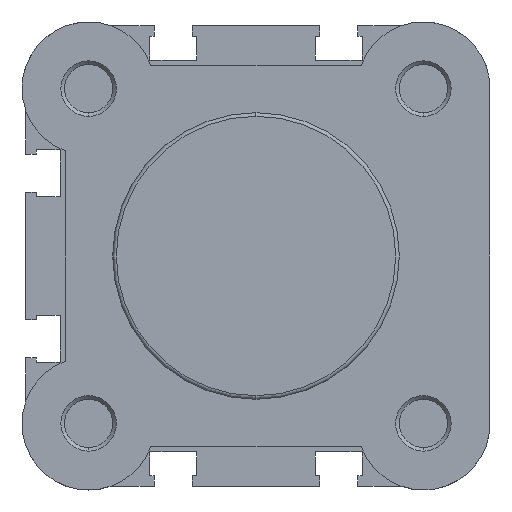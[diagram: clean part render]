
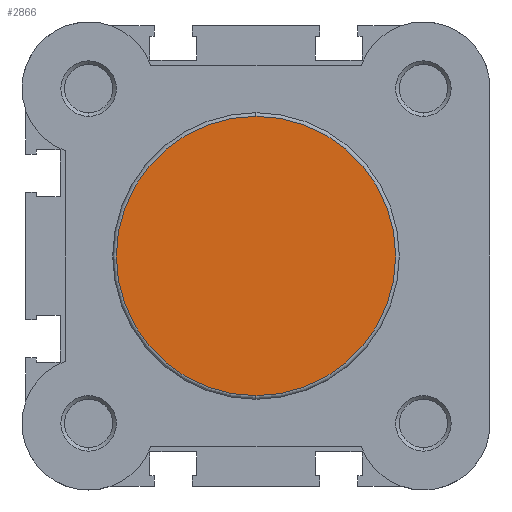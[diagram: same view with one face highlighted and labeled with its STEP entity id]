
A CAD part, left-side view. The second image highlights one B-rep face of the part: STEP entity #2866.
In plain terms, the highlighted planar face has unit normal (-1, 0, 0).
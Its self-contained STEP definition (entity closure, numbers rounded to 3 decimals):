
#387 = EDGE_CURVE ( 'NONE', #2615, #2614, #3698, .T. ) ;
#447 = EDGE_CURVE ( 'NONE', #2614, #2615, #3801, .T. ) ;
#793 = AXIS2_PLACEMENT_3D ( 'NONE', #4424, #4425, #4426 ) ;
#828 = AXIS2_PLACEMENT_3D ( 'NONE', #4572, #4579, #4580 ) ;
#982 = AXIS2_PLACEMENT_3D ( 'NONE', #1605, #1607, #1608 ) ;
#1255 = CARTESIAN_POINT ( 'NONE',  ( 0., 0., -19.4 ) ) ;
#1256 = CARTESIAN_POINT ( 'NONE',  ( 0., 0., 19.4 ) ) ;
#1605 = CARTESIAN_POINT ( 'NONE',  ( 0., 19.9, 0. ) ) ;
#1606 = PLANE ( 'NONE',  #982 ) ;
#1607 = DIRECTION ( 'NONE',  ( 1., 0., 0. ) ) ;
#1608 = DIRECTION ( 'NONE',  ( 0., 0., -1. ) ) ;
#2614 = VERTEX_POINT ( 'NONE', #1255 ) ;
#2615 = VERTEX_POINT ( 'NONE', #1256 ) ;
#2866 = ADVANCED_FACE ( 'NONE', ( #5480 ), #1606, .F. ) ;
#3698 = CIRCLE ( 'NONE', #793, 19.4 ) ;
#3801 = CIRCLE ( 'NONE', #828, 19.4 ) ;
#4424 = CARTESIAN_POINT ( 'NONE',  ( 0., 0., 0. ) ) ;
#4425 = DIRECTION ( 'NONE',  ( -1., 0., 0. ) ) ;
#4426 = DIRECTION ( 'NONE',  ( 0., 0., -1. ) ) ;
#4572 = CARTESIAN_POINT ( 'NONE',  ( 0., 0., 0. ) ) ;
#4579 = DIRECTION ( 'NONE',  ( -1., 0., 0. ) ) ;
#4580 = DIRECTION ( 'NONE',  ( 0., 0., -1. ) ) ;
#5480 = FACE_OUTER_BOUND ( 'NONE', #5952, .T. ) ;
#5952 = EDGE_LOOP ( 'NONE', ( #6278, #6316 ) ) ;
#6278 = ORIENTED_EDGE ( 'NONE', *, *, #447, .T. ) ;
#6316 = ORIENTED_EDGE ( 'NONE', *, *, #387, .T. ) ;
